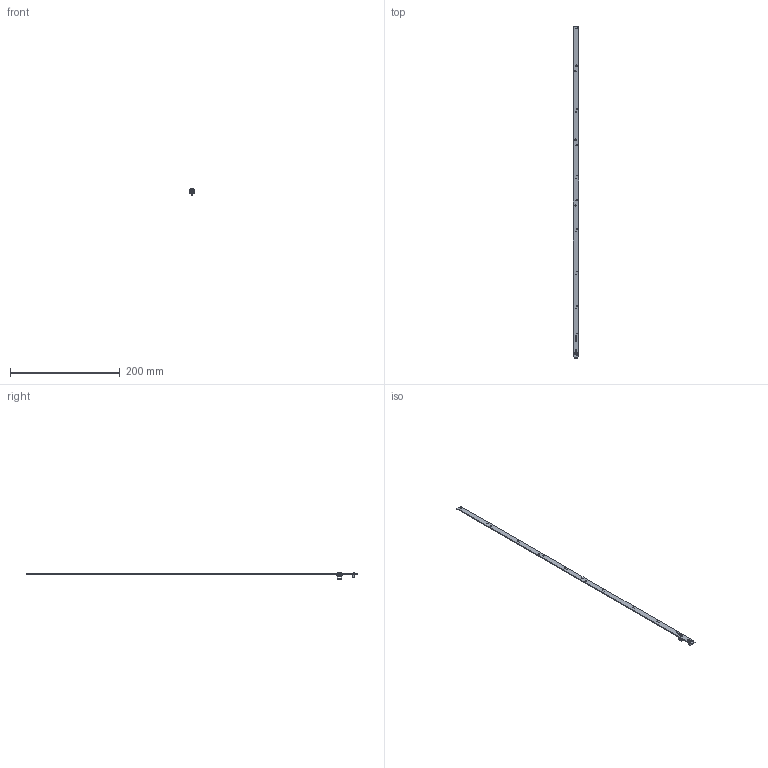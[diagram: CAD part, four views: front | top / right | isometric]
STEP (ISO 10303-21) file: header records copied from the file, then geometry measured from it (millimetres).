
FILE_DESCRIPTION(('KiCad electronic assembly'),'2;1');
FILE_NAME('arm.step','2022-11-24T15:31:13',('Pcbnew'),('Kicad'), 'Open CASCADE STEP processor 7.6','KiCad to STEP converter','Unknown' );
FILE_SCHEMA(('AUTOMOTIVE_DESIGN { 1 0 10303 214 1 1 1 1 }'));
Length unit declared in the file: millimetre
Products named in the file (10): arm 1; C_0402_1005Metric; SOLID; R_0402_1005Metric; PinSocket_2x04_P2.00mm_Vertical; PinHeader_2x04_P2.54mm_Vertical; arm PCB
Assembly tree (31 placements, depth 3):
  arm 1
    C_0402_1005Metric  x16
      SOLID
    R_0402_1005Metric  x8
      SOLID
    PinSocket_2x04_P2.00mm_Vertical
      SOLID
    PinHeader_2x04_P2.54mm_Vertical
      SOLID
    arm PCB
Bounding box: 10 x 605 x 11.54 mm (x, y, z)
Volume: 9867.8 mm3; surface area: 14831.1 mm2
Topology: 27 solids, 27 shells, 1165 faces, 2989 edges, 1950 vertices
Faces by surface type: plane 868, cylinder 297
Full cylindrical faces by diameter (mm): 0.8 x8, 1 x8, 3.2 x1
Entity records: 39087 total; most frequent: CARTESIAN_POINT 5972, DIRECTION 5555, LINE 4019, VECTOR 4019, ORIENTED_EDGE 2866, PCURVE 2866, DEFINITIONAL_REPRESENTATION 2866, EDGE_CURVE 1433
